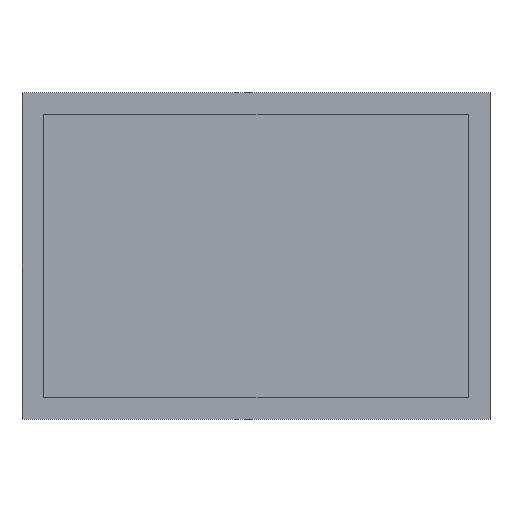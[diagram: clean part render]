
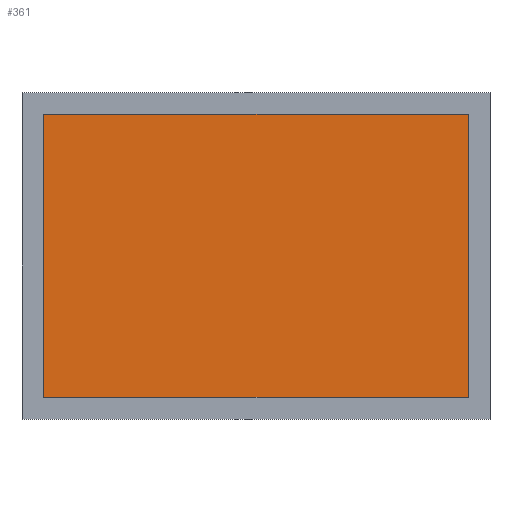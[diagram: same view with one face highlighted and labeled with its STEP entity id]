
A CAD part, top view. The second image highlights one B-rep face of the part: STEP entity #361.
In plain terms, the highlighted planar face has unit normal (0, 0, 1).
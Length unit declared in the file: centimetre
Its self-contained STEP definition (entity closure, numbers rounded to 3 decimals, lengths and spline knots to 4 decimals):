
#119=VERTEX_POINT('',#487);
#120=VERTEX_POINT('',#488);
#123=VERTEX_POINT('',#496);
#125=VERTEX_POINT('',#502);
#147=VECTOR('',#412,1.);
#151=VECTOR('',#417,1.);
#154=VECTOR('',#421,1.);
#157=VECTOR('',#425,1.);
#183=LINE('',#486,#147);
#187=LINE('',#495,#151);
#190=LINE('',#501,#154);
#193=LINE('',#507,#157);
#219=EDGE_CURVE('',#119,#120,#183,.T.);
#223=EDGE_CURVE('',#120,#123,#187,.T.);
#226=EDGE_CURVE('',#123,#125,#190,.T.);
#229=EDGE_CURVE('',#125,#119,#193,.T.);
#283=ORIENTED_EDGE('',*,*,#219,.F.);
#284=ORIENTED_EDGE('',*,*,#229,.F.);
#285=ORIENTED_EDGE('',*,*,#226,.F.);
#286=ORIENTED_EDGE('',*,*,#223,.F.);
#325=EDGE_LOOP('',(#283,#284,#285,#286));
#343=FACE_BOUND('',#325,.T.);
#361=ADVANCED_FACE('',(#343),#553,.T.);
#379=AXIS2_PLACEMENT_3D('',#509,#427,$);
#412=DIRECTION('',(1.,0.,0.));
#417=DIRECTION('',(0.,-1.,0.));
#421=DIRECTION('',(-1.,0.,0.));
#425=DIRECTION('',(0.,1.,0.));
#427=DIRECTION('',(0.,0.,1.));
#486=CARTESIAN_POINT('',(3.9,2.6,0.9));
#487=CARTESIAN_POINT('',(0.,2.6,0.9));
#488=CARTESIAN_POINT('',(3.9,2.6,0.9));
#495=CARTESIAN_POINT('',(3.9,0.,0.9));
#496=CARTESIAN_POINT('',(3.9,0.,0.9));
#501=CARTESIAN_POINT('',(0.,0.,0.9));
#502=CARTESIAN_POINT('',(0.,0.,0.9));
#507=CARTESIAN_POINT('',(0.,2.6,0.9));
#509=CARTESIAN_POINT('',(1.95,1.3,0.9));
#553=PLANE('',#379);
